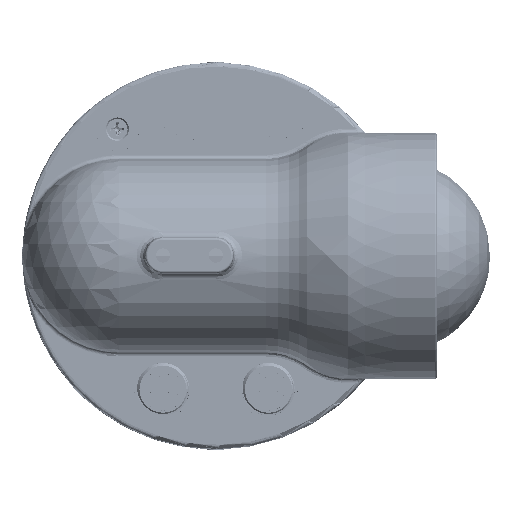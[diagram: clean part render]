
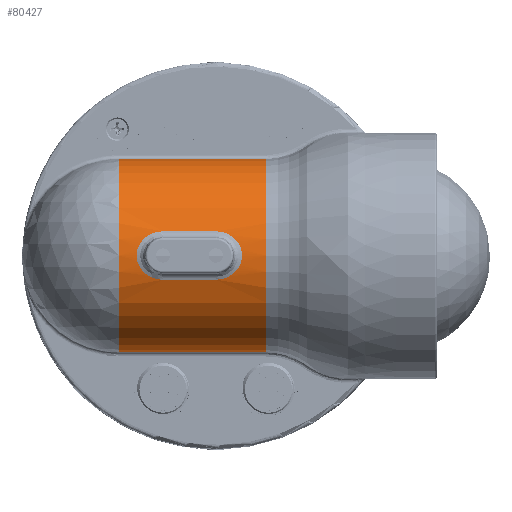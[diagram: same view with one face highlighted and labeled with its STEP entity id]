
A CAD part, top view. The second image highlights one B-rep face of the part: STEP entity #80427.
In plain terms, the highlighted cylindrical face has radius 34.925 mm (diameter 69.85 mm), a partial arc.
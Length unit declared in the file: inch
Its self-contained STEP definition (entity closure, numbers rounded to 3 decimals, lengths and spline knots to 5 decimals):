
#966=FACE_BOUND('',#15633,.T.);
#3748=B_SPLINE_CURVE_WITH_KNOTS('',3,(#167141,#167142,#167143,#167144,#167145,
#167146,#167147,#167148,#167149,#167150),.UNSPECIFIED.,.F.,.F.,(4,1,1,1,
1,1,1,4),(-3.00428,-2.5751,-2.14591,-1.71673,
-1.28755,-0.85837,-0.42918,0.),
 .UNSPECIFIED.);
#3749=B_SPLINE_CURVE_WITH_KNOTS('',3,(#167153,#167154,#167155,#167156,#167157,
#167158,#167159,#167160,#167161,#167162),.UNSPECIFIED.,.F.,.F.,(4,1,1,1,
1,1,1,4),(-3.00428,-2.5751,-2.14591,-1.71673,
-1.28755,-0.64377,-0.42918,0.),
 .UNSPECIFIED.);
#7091=CYLINDRICAL_SURFACE('',#86918,1.375);
#10688=FACE_OUTER_BOUND('',#15632,.T.);
#15632=EDGE_LOOP('',(#66516,#66517,#66518,#66519));
#15633=EDGE_LOOP('',(#66520,#66521,#66522,#66523));
#21001=LINE('',#164858,#26308);
#21004=LINE('',#165165,#26311);
#21063=LINE('',#167139,#26370);
#21064=LINE('',#167152,#26371);
#26308=VECTOR('',#103443,0.3937);
#26311=VECTOR('',#103468,0.3937);
#26370=VECTOR('',#103689,0.3937);
#26371=VECTOR('',#103690,0.3937);
#29682=CIRCLE('',#86800,1.375);
#29689=CIRCLE('',#86811,1.375);
#36269=VERTEX_POINT('',#164541);
#36271=VERTEX_POINT('',#164549);
#36285=VERTEX_POINT('',#164657);
#36287=VERTEX_POINT('',#164660);
#36392=VERTEX_POINT('',#167137);
#36393=VERTEX_POINT('',#167138);
#36394=VERTEX_POINT('',#167140);
#36395=VERTEX_POINT('',#167151);
#46539=EDGE_CURVE('',#36271,#36269,#29682,.T.);
#46558=EDGE_CURVE('',#36285,#36287,#29689,.T.);
#46581=EDGE_CURVE('',#36287,#36271,#21001,.T.);
#46598=EDGE_CURVE('',#36269,#36285,#21004,.T.);
#46738=EDGE_CURVE('',#36392,#36393,#21063,.T.);
#46739=EDGE_CURVE('',#36394,#36392,#3748,.T.);
#46740=EDGE_CURVE('',#36395,#36394,#21064,.T.);
#46741=EDGE_CURVE('',#36393,#36395,#3749,.T.);
#66516=ORIENTED_EDGE('',*,*,#46598,.F.);
#66517=ORIENTED_EDGE('',*,*,#46539,.F.);
#66518=ORIENTED_EDGE('',*,*,#46581,.F.);
#66519=ORIENTED_EDGE('',*,*,#46558,.F.);
#66520=ORIENTED_EDGE('',*,*,#46738,.F.);
#66521=ORIENTED_EDGE('',*,*,#46739,.F.);
#66522=ORIENTED_EDGE('',*,*,#46740,.F.);
#66523=ORIENTED_EDGE('',*,*,#46741,.F.);
#80427=ADVANCED_FACE('',(#10688,#966),#7091,.T.);
#86800=AXIS2_PLACEMENT_3D('',#164555,#103386,#103387);
#86811=AXIS2_PLACEMENT_3D('',#164661,#103411,#103412);
#86918=AXIS2_PLACEMENT_3D('',#167136,#103687,#103688);
#103386=DIRECTION('center_axis',(1.,0.,0.));
#103387=DIRECTION('ref_axis',(0.,0.,
-1.));
#103411=DIRECTION('center_axis',(-1.,0.,0.));
#103412=DIRECTION('ref_axis',(0.,0.,
-1.));
#103443=DIRECTION('',(1.,0.,0.));
#103468=DIRECTION('',(-1.,0.,0.));
#103687=DIRECTION('center_axis',(1.,0.,0.));
#103688=DIRECTION('ref_axis',(0.,0.,
1.));
#103689=DIRECTION('',(-1.,0.,0.));
#103690=DIRECTION('',(1.,0.,0.));
#164541=CARTESIAN_POINT('',(0.71938,-1.3738,6.74266));
#164549=CARTESIAN_POINT('',(0.71938,1.3738,6.74266));
#164555=CARTESIAN_POINT('Origin',(0.71938,0.,
6.68517));
#164657=CARTESIAN_POINT('',(-1.375,-1.3738,6.74266));
#164660=CARTESIAN_POINT('',(-1.375,1.3738,6.74266));
#164661=CARTESIAN_POINT('Origin',(-1.375,0.,6.68517));
#164858=CARTESIAN_POINT('',(-2.75,1.3738,6.74266));
#165165=CARTESIAN_POINT('',(-2.75,-1.3738,6.74266));
#167136=CARTESIAN_POINT('Origin',(-2.75,0.,6.68517));
#167137=CARTESIAN_POINT('',(0.,0.34375,8.0165));
#167138=CARTESIAN_POINT('',(-0.75,0.34375,8.0165));
#167139=CARTESIAN_POINT('',(-2.75,0.34375,8.0165));
#167140=CARTESIAN_POINT('',(0.,-0.34375,8.0165));
#167141=CARTESIAN_POINT('Ctrl Pts',(0.,-0.34375,
8.0165));
#167142=CARTESIAN_POINT('Ctrl Pts',(0.05632,-0.34375,
8.0165));
#167143=CARTESIAN_POINT('Ctrl Pts',(0.16879,-0.31997,
8.02297));
#167144=CARTESIAN_POINT('Ctrl Pts',(0.30293,-0.2218,
8.04409));
#167145=CARTESIAN_POINT('Ctrl Pts',(0.37804,-0.07959,
8.06081));
#167146=CARTESIAN_POINT('Ctrl Pts',(0.37815,0.07963,
8.06088));
#167147=CARTESIAN_POINT('Ctrl Pts',(0.30291,0.22178,
8.04407));
#167148=CARTESIAN_POINT('Ctrl Pts',(0.16882,0.31997,
8.02298));
#167149=CARTESIAN_POINT('Ctrl Pts',(0.05632,0.34375,8.0165));
#167150=CARTESIAN_POINT('Ctrl Pts',(0.,0.34375,8.0165));
#167151=CARTESIAN_POINT('',(-0.75,-0.34375,8.0165));
#167152=CARTESIAN_POINT('',(-2.75,-0.34375,8.0165));
#167153=CARTESIAN_POINT('Ctrl Pts',(-0.75,0.34375,
8.0165));
#167154=CARTESIAN_POINT('Ctrl Pts',(-0.80632,0.34375,
8.0165));
#167155=CARTESIAN_POINT('Ctrl Pts',(-0.91877,0.31999,
8.02296));
#167156=CARTESIAN_POINT('Ctrl Pts',(-1.05296,0.22176,
8.0441));
#167157=CARTESIAN_POINT('Ctrl Pts',(-1.12799,0.07965,
8.06078));
#167158=CARTESIAN_POINT('Ctrl Pts',(-1.12834,-0.10637,
8.06096));
#167159=CARTESIAN_POINT('Ctrl Pts',(-1.03366,-0.24356,
8.03969));
#167160=CARTESIAN_POINT('Ctrl Pts',(-0.89056,-0.32579,
8.02131));
#167161=CARTESIAN_POINT('Ctrl Pts',(-0.80632,-0.34375,
8.0165));
#167162=CARTESIAN_POINT('Ctrl Pts',(-0.75,-0.34375,
8.0165));
